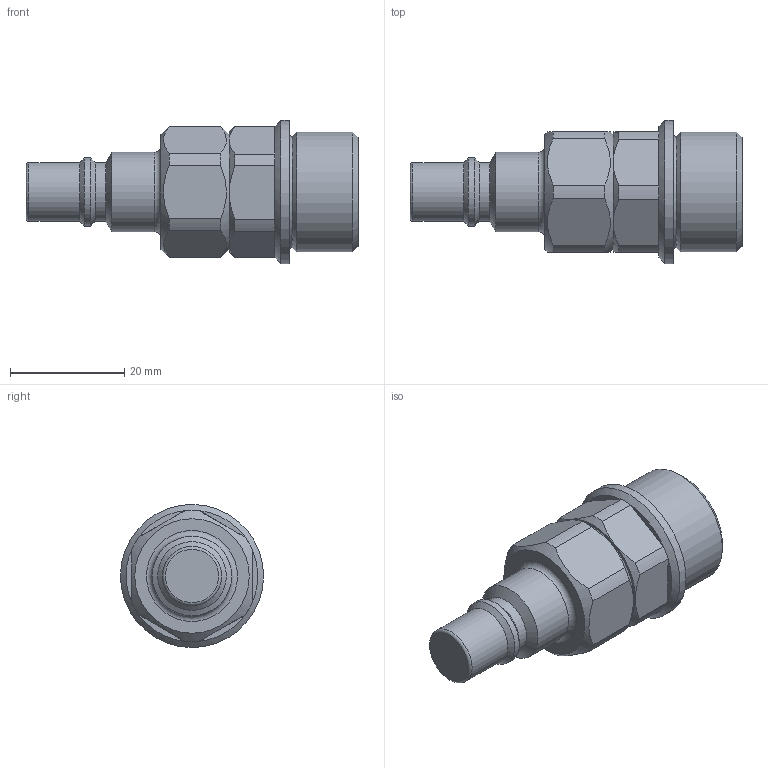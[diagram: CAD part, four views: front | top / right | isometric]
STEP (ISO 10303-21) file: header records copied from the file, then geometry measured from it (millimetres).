
FILE_DESCRIPTION((''),'2;1');
FILE_NAME('48sbaw21fvxb.stp','2013-08-28T08:19:59',('IA176480'),(''),'Autodesk Inventor 2013','Autodesk Inventor 2013','');
FILE_SCHEMA(('AUTOMOTIVE_DESIGN { 1 0 10303 214 1 1 1 1 }'));
Length unit declared in the file: millimetre
Products named in the file (1): D107676
Bounding box: 58 x 25 x 25 mm (x, y, z)
Volume: 14925.3 mm3; surface area: 5129.5 mm2
Topology: 1 solids, 3 shells, 71 faces, 154 edges, 91 vertices
Faces by surface type: plane 26, cylinder 23, cone 18, torus 4
Full cylindrical faces by diameter (mm): 10.3 x2, 11.787 x1, 12 x1, 13.5 x1, 13.9 x1, 16.662 x2, 18 x1, 20.955 x1, 25 x1
Entity records: 1789 total; most frequent: CARTESIAN_POINT 328, DIRECTION 310, ORIENTED_EDGE 244, AXIS2_PLACEMENT_3D 140, EDGE_CURVE 122, EDGE_LOOP 104, VERTEX_POINT 86, FACE_OUTER_BOUND 71
